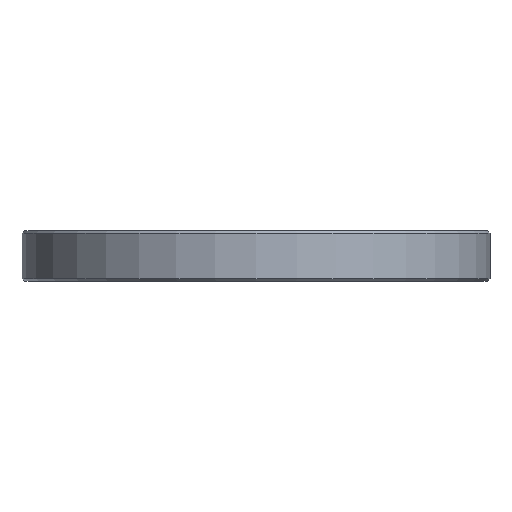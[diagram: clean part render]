
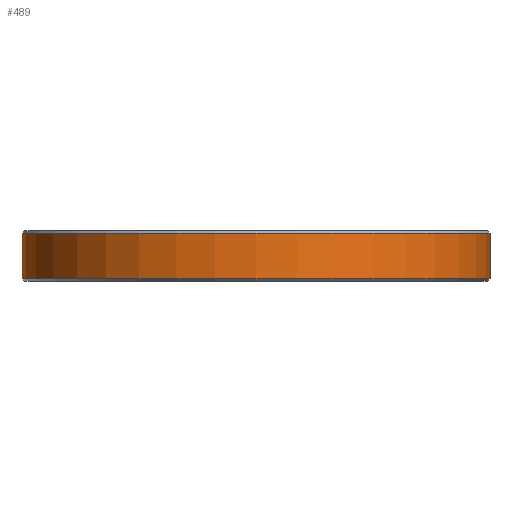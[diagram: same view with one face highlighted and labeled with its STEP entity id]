
A CAD part, front view. The second image highlights one B-rep face of the part: STEP entity #489.
In plain terms, the highlighted cylindrical face has radius 18.5 mm (diameter 37 mm), a full revolution.
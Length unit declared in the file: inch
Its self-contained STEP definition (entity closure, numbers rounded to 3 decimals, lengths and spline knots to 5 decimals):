
#107=FACE_OUTER_BOUND('',#147,.T.);
#147=EDGE_LOOP('',(#387,#388,#389,#390,#391));
#190=LINE('',#854,#200);
#200=VECTOR('',#681,0.72835);
#212=CIRCLE('',#573,0.72835);
#214=CIRCLE('',#576,0.72835);
#215=CIRCLE('',#577,0.72835);
#255=VERTEX_POINT('',#844);
#257=VERTEX_POINT('',#850);
#258=VERTEX_POINT('',#851);
#324=EDGE_CURVE('',#255,#255,#212,.T.);
#327=EDGE_CURVE('',#257,#258,#214,.T.);
#328=EDGE_CURVE('',#258,#257,#215,.T.);
#329=EDGE_CURVE('',#258,#255,#190,.T.);
#387=ORIENTED_EDGE('',*,*,#327,.F.);
#388=ORIENTED_EDGE('',*,*,#328,.F.);
#389=ORIENTED_EDGE('',*,*,#329,.T.);
#390=ORIENTED_EDGE('',*,*,#324,.T.);
#391=ORIENTED_EDGE('',*,*,#329,.F.);
#481=CYLINDRICAL_SURFACE('',#575,0.72835);
#489=ADVANCED_FACE('',(#107),#481,.T.);
#573=AXIS2_PLACEMENT_3D('',#845,#670,#671);
#575=AXIS2_PLACEMENT_3D('',#849,#675,#676);
#576=AXIS2_PLACEMENT_3D('',#852,#677,#678);
#577=AXIS2_PLACEMENT_3D('',#853,#679,#680);
#670=DIRECTION('center_axis',(0.,0.,1.));
#671=DIRECTION('ref_axis',(1.,0.,0.));
#675=DIRECTION('center_axis',(0.,0.,1.));
#676=DIRECTION('ref_axis',(1.,0.,0.));
#677=DIRECTION('center_axis',(0.,0.,1.));
#678=DIRECTION('ref_axis',(1.,0.,0.));
#679=DIRECTION('center_axis',(0.,0.,1.));
#680=DIRECTION('ref_axis',(1.,0.,0.));
#681=DIRECTION('',(0.,0.,-1.));
#844=CARTESIAN_POINT('',(-0.72835,0.,-0.07087));
#845=CARTESIAN_POINT('Origin',(0.,0.,-0.07087));
#849=CARTESIAN_POINT('Origin',(0.,0.,0.07874));
#850=CARTESIAN_POINT('',(0.72835,0.,0.07087));
#851=CARTESIAN_POINT('',(-0.72835,0.,0.07087));
#852=CARTESIAN_POINT('Origin',(0.,0.,0.07087));
#853=CARTESIAN_POINT('Origin',(0.,0.,0.07087));
#854=CARTESIAN_POINT('',(-0.72835,0.,0.07874));
